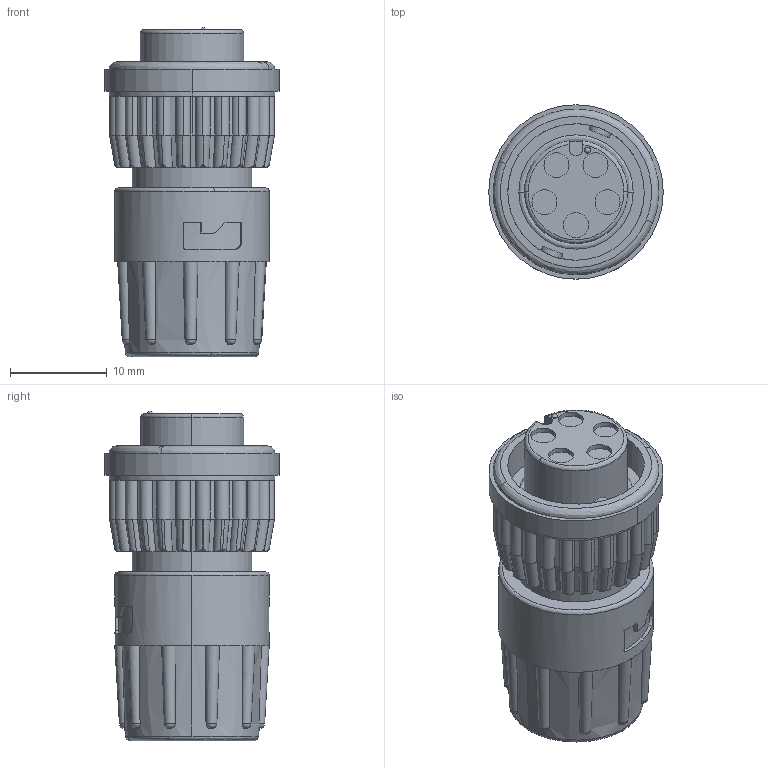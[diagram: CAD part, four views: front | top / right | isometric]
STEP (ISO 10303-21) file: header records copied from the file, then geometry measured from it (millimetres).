
FILE_DESCRIPTION (( 'STEP AP203' ), '1' );
FILE_NAME ('6382-5SG-321.STEP', '2015-11-13T15:02:37', ( '' ), ( '' ), 'SwSTEP 2.0', 'SolidWorks 2014', '' );
FILE_SCHEMA (( 'CONFIG_CONTROL_DESIGN' ));
Length unit declared in the file: inch
Products named in the file (1): 6382-5SG-321
Bounding box: 18.03 x 18.03 x 34.09 mm (x, y, z)
Volume: 5728.9 mm3; surface area: 2770.7 mm2
Topology: 1 solids, 1 shells, 326 faces, 918 edges, 611 vertices
Faces by surface type: cylinder 192, plane 75, bspline 57, cone 2
Entity records: 16059 total; most frequent: CARTESIAN_POINT 8650, ORIENTED_EDGE 1836, DIRECTION 1248, EDGE_CURVE 918, VERTEX_POINT 611, AXIS2_PLACEMENT_3D 505, EDGE_LOOP 343, ADVANCED_FACE 326
